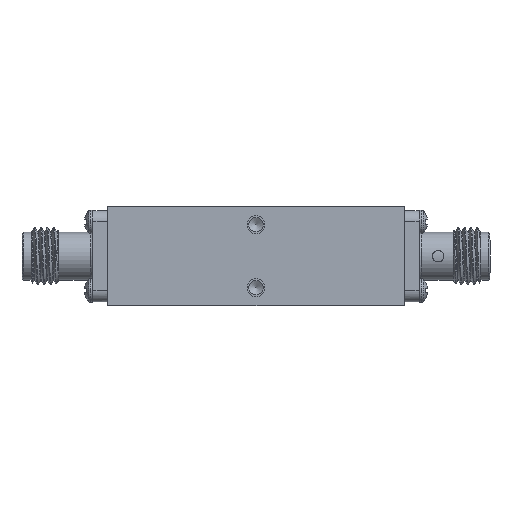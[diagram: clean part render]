
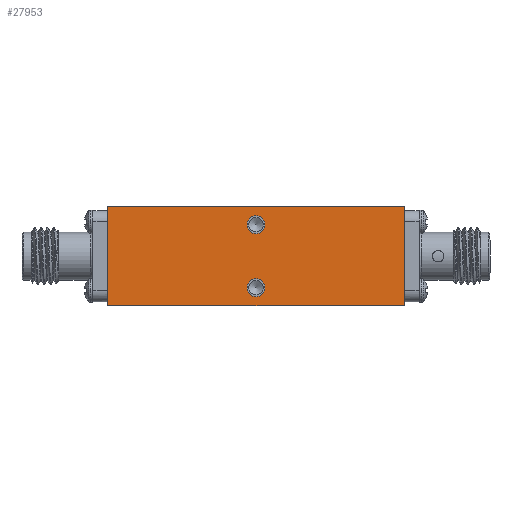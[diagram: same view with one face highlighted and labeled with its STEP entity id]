
A CAD part, front view. The second image highlights one B-rep face of the part: STEP entity #27953.
In plain terms, the highlighted planar face has unit normal (0, -1, 0).
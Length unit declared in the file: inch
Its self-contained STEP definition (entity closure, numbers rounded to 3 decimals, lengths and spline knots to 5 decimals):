
#121 = ORIENTED_EDGE ( 'NONE', *, *, #30434, .T. ) ;
#550 = VERTEX_POINT ( 'NONE', #19728 ) ;
#1403 = FACE_BOUND ( 'NONE', #19678, .T. ) ;
#1891 = VERTEX_POINT ( 'NONE', #26150 ) ;
#2214 = VERTEX_POINT ( 'NONE', #13826 ) ;
#3078 = EDGE_CURVE ( 'NONE', #550, #2214, #13526, .T. ) ;
#4273 = DIRECTION ( 'NONE',  ( 0., 1., 0. ) ) ;
#4526 = CARTESIAN_POINT ( 'NONE',  ( -0.64961, -0.29528, 0.21654 ) ) ;
#5220 = CARTESIAN_POINT ( 'NONE',  ( 0., -0.29528, 0.09843 ) ) ;
#6976 = AXIS2_PLACEMENT_3D ( 'NONE', #21579, #11957, #30574 ) ;
#7563 = FACE_BOUND ( 'NONE', #18217, .T. ) ;
#8866 = DIRECTION ( 'NONE',  ( 0., -1., 0. ) ) ;
#10256 = DIRECTION ( 'NONE',  ( 1., 0., 0. ) ) ;
#10594 = ORIENTED_EDGE ( 'NONE', *, *, #3078, .F. ) ;
#11516 = LINE ( 'NONE', #40136, #13864 ) ;
#11957 = DIRECTION ( 'NONE',  ( 0., -1., 0. ) ) ;
#13192 = ORIENTED_EDGE ( 'NONE', *, *, #15626, .F. ) ;
#13229 = CARTESIAN_POINT ( 'NONE',  ( 0.64961, -0.29528, -0.21654 ) ) ;
#13310 = ORIENTED_EDGE ( 'NONE', *, *, #17817, .F. ) ;
#13346 = ORIENTED_EDGE ( 'NONE', *, *, #27215, .F. ) ;
#13526 = LINE ( 'NONE', #4526, #19468 ) ;
#13826 = CARTESIAN_POINT ( 'NONE',  ( 0.64961, -0.29528, 0.21654 ) ) ;
#13864 = VECTOR ( 'NONE', #18462, 39.37008 ) ;
#14207 = DIRECTION ( 'NONE',  ( 1., 0., 0. ) ) ;
#14397 = CARTESIAN_POINT ( 'NONE',  ( -0.64961, -0.29528, -0.21654 ) ) ;
#15626 = EDGE_CURVE ( 'NONE', #36697, #36697, #35644, .T. ) ;
#16959 = CARTESIAN_POINT ( 'NONE',  ( -0.64961, -0.29528, 0.21654 ) ) ;
#17557 = VERTEX_POINT ( 'NONE', #13229 ) ;
#17817 = EDGE_CURVE ( 'NONE', #39377, #39377, #18650, .T. ) ;
#18217 = EDGE_LOOP ( 'NONE', ( #13310 ) ) ;
#18462 = DIRECTION ( 'NONE',  ( 0., 0., -1. ) ) ;
#18650 = CIRCLE ( 'NONE', #6976, 0.03937 ) ;
#19468 = VECTOR ( 'NONE', #10256, 39.37008 ) ;
#19678 = EDGE_LOOP ( 'NONE', ( #13192 ) ) ;
#19728 = CARTESIAN_POINT ( 'NONE',  ( -0.64961, -0.29528, 0.21654 ) ) ;
#21331 = DIRECTION ( 'NONE',  ( 0., 0., -1. ) ) ;
#21356 = CARTESIAN_POINT ( 'NONE',  ( 0., -0.29528, -0.17717 ) ) ;
#21579 = CARTESIAN_POINT ( 'NONE',  ( 0., -0.29528, 0.1378 ) ) ;
#25086 = EDGE_LOOP ( 'NONE', ( #121, #13346, #10594, #25132 ) ) ;
#25132 = ORIENTED_EDGE ( 'NONE', *, *, #37182, .T. ) ;
#25602 = VECTOR ( 'NONE', #14207, 39.37008 ) ;
#26150 = CARTESIAN_POINT ( 'NONE',  ( -0.64961, -0.29528, -0.21654 ) ) ;
#27215 = EDGE_CURVE ( 'NONE', #2214, #17557, #11516, .T. ) ;
#27801 = AXIS2_PLACEMENT_3D ( 'NONE', #33216, #8866, #21331 ) ;
#27953 = ADVANCED_FACE ( 'NONE', ( #29843, #1403, #7563 ), #32092, .F. ) ;
#28816 = LINE ( 'NONE', #16959, #36746 ) ;
#29745 = LINE ( 'NONE', #14397, #25602 ) ;
#29843 = FACE_OUTER_BOUND ( 'NONE', #25086, .T. ) ;
#30434 = EDGE_CURVE ( 'NONE', #1891, #17557, #29745, .T. ) ;
#30574 = DIRECTION ( 'NONE',  ( 0., 0., -1. ) ) ;
#32092 = PLANE ( 'NONE',  #34035 ) ;
#33216 = CARTESIAN_POINT ( 'NONE',  ( 0., -0.29528, -0.1378 ) ) ;
#34035 = AXIS2_PLACEMENT_3D ( 'NONE', #35569, #4273, #35355 ) ;
#34948 = DIRECTION ( 'NONE',  ( 0., 0., -1. ) ) ;
#35355 = DIRECTION ( 'NONE',  ( 1., 0., 0. ) ) ;
#35569 = CARTESIAN_POINT ( 'NONE',  ( -0.64961, -0.29528, 0.21654 ) ) ;
#35644 = CIRCLE ( 'NONE', #27801, 0.03937 ) ;
#36697 = VERTEX_POINT ( 'NONE', #21356 ) ;
#36746 = VECTOR ( 'NONE', #34948, 39.37008 ) ;
#37182 = EDGE_CURVE ( 'NONE', #550, #1891, #28816, .T. ) ;
#39377 = VERTEX_POINT ( 'NONE', #5220 ) ;
#40136 = CARTESIAN_POINT ( 'NONE',  ( 0.64961, -0.29528, 0.21654 ) ) ;
